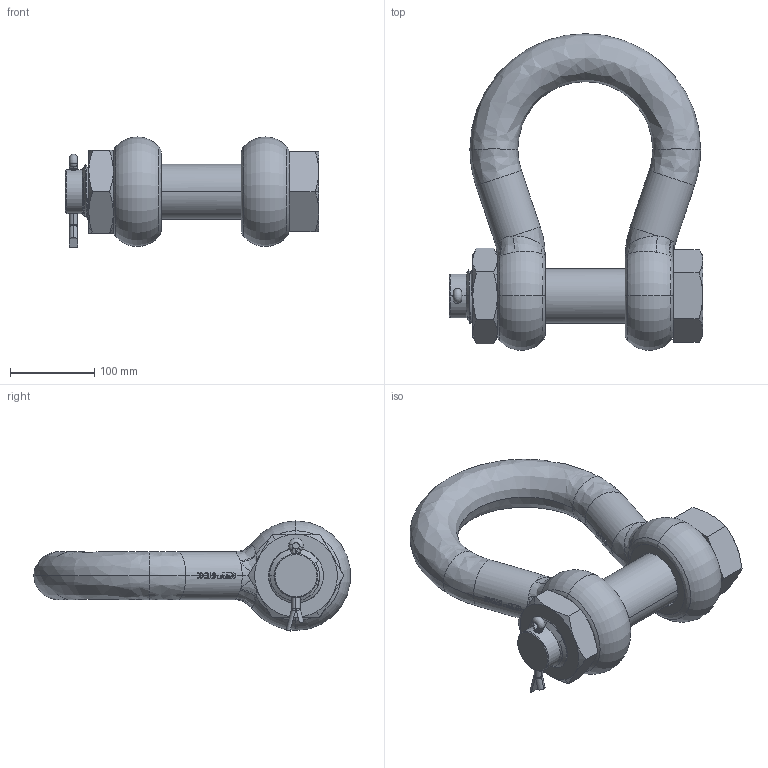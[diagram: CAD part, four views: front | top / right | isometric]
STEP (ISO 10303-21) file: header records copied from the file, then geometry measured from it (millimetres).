
FILE_DESCRIPTION (( 'STEP AP203' ), '1' );
FILE_NAME ('GPGHMB57.step', '2009-08-07T11:08:03', ( '.' ), ( '.' ), 'SwSTEP 2.0', 'SolidWorks 2009', '' );
FILE_SCHEMA (( 'CONFIG_CONTROL_DESIGN' ));
Length unit declared in the file: millimetre
Products named in the file (5): 42,5_3; 42,5_4; GPGHMB57; 42,5_1; 42,5_2
Assembly tree (4 placements, depth 2):
  GPGHMB57
    42,5_2
    42,5_4
    42,5_1
    42,5_3
Bounding box: 301 x 376.03 x 130.74 mm (x, y, z)
Volume: 3640848.3 mm3; surface area: 313883.3 mm2
Topology: 4 solids, 4 shells, 784 faces, 2171 edges, 1410 vertices
Faces by surface type: plane 323, bspline 296, cylinder 125, cone 29, torus 11
Entity records: 39288 total; most frequent: CARTESIAN_POINT 21795, ORIENTED_EDGE 4326, DIRECTION 2342, EDGE_CURVE 2163, VERTEX_POINT 1410, VECTOR 1024, LINE 1024, EDGE_LOOP 815
